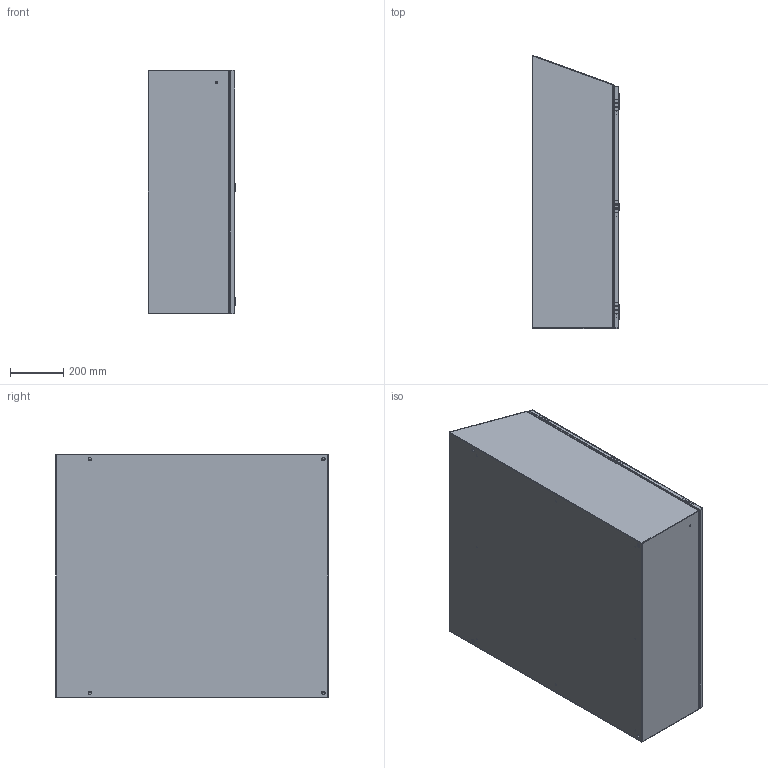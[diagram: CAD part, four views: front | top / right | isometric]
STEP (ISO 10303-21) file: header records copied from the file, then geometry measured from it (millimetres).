
FILE_DESCRIPTION (( 'STEP AP214' ), '1' );
FILE_NAME ('ST363612SS.STEP', '2019-07-11T13:13:30', ( '' ), ( '' ), 'SwSTEP 2.0', 'SolidWorks 2018', '' );
FILE_SCHEMA (( 'AUTOMOTIVE_DESIGN' ));
Length unit declared in the file: inch
Products named in the file (1): ST363612SS
Bounding box: 330.12 x 1024.32 x 914.4 mm (x, y, z)
Volume: 6108431.2 mm3; surface area: 6773919.2 mm2
Topology: 62 solids, 63 shells, 1594 faces, 3824 edges, 2419 vertices
Faces by surface type: plane 844, cylinder 509, bspline 163, cone 40, torus 38
Entity records: 71233 total; most frequent: CARTESIAN_POINT 12948, DIRECTION 7604, ORIENTED_EDGE 7602, EDGE_CURVE 3801, AXIS2_PLACEMENT_3D 2641, VERTEX_POINT 2419, VECTOR 2322, LINE 2322
